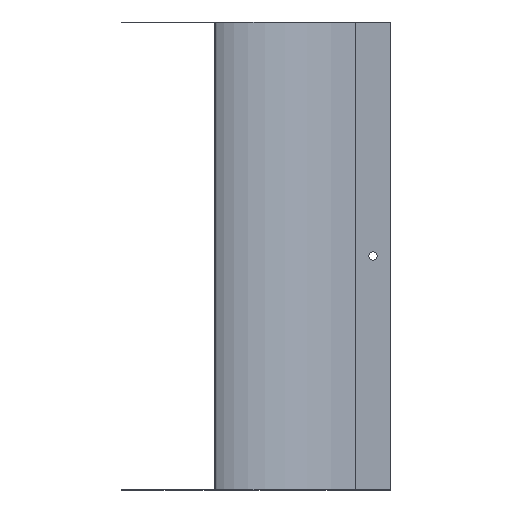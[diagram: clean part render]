
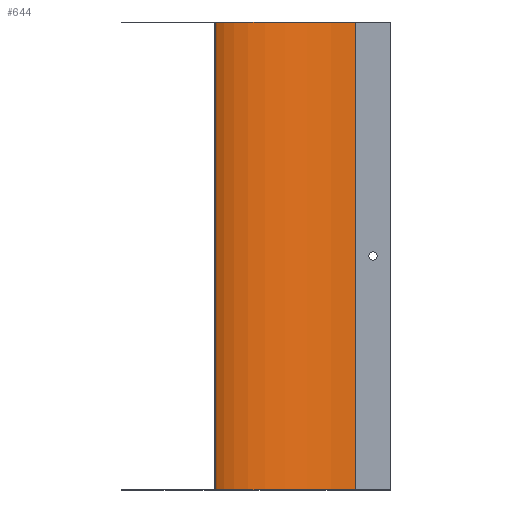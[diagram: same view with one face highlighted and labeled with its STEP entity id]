
A CAD part, front view. The second image highlights one B-rep face of the part: STEP entity #644.
In plain terms, the highlighted cylindrical face has radius 120 mm (diameter 240 mm), a partial arc.
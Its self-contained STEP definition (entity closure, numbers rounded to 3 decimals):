
#28 = EDGE_LOOP ( 'NONE', ( #703, #109, #718, #762 ) ) ;
#109 = ORIENTED_EDGE ( 'NONE', *, *, #1457, .T. ) ;
#345 = DIRECTION ( 'NONE',  ( 1., 0., 0. ) ) ;
#346 = DIRECTION ( 'NONE',  ( 0., 0., -1. ) ) ;
#347 = CARTESIAN_POINT ( 'NONE',  ( 200., 30., 0.8 ) ) ;
#445 = AXIS2_PLACEMENT_3D ( 'NONE', #587, #622, #585 ) ;
#470 = EDGE_CURVE ( 'NONE', #794, #1184, #1255, .T. ) ;
#491 = CARTESIAN_POINT ( 'NONE',  ( 80., 30., 0.8 ) ) ;
#494 = DIRECTION ( 'NONE',  ( 0., 0., -1. ) ) ;
#585 = DIRECTION ( 'NONE',  ( -1., 0., 0. ) ) ;
#587 = CARTESIAN_POINT ( 'NONE',  ( 200., 30., 0.8 ) ) ;
#622 = DIRECTION ( 'NONE',  ( 0., 0., -1. ) ) ;
#644 = ADVANCED_FACE ( 'NONE', ( #1266 ), #1270, .F. ) ;
#703 = ORIENTED_EDGE ( 'NONE', *, *, #470, .T. ) ;
#718 = ORIENTED_EDGE ( 'NONE', *, *, #1463, .F. ) ;
#762 = ORIENTED_EDGE ( 'NONE', *, *, #1485, .F. ) ;
#794 = VERTEX_POINT ( 'NONE', #1708 ) ;
#974 = DIRECTION ( 'NONE',  ( 0., 0., -1. ) ) ;
#975 = CARTESIAN_POINT ( 'NONE',  ( 200., 150., 0.8 ) ) ;
#979 = CARTESIAN_POINT ( 'NONE',  ( 200., 30., -399.2 ) ) ;
#980 = DIRECTION ( 'NONE',  ( 1., 0., 0. ) ) ;
#982 = DIRECTION ( 'NONE',  ( 0., 0., -1. ) ) ;
#987 = CARTESIAN_POINT ( 'NONE',  ( 80., 30., -399.2 ) ) ;
#1066 = AXIS2_PLACEMENT_3D ( 'NONE', #347, #346, #345 ) ;
#1076 = AXIS2_PLACEMENT_3D ( 'NONE', #979, #982, #980 ) ;
#1151 = VERTEX_POINT ( 'NONE', #1792 ) ;
#1152 = VERTEX_POINT ( 'NONE', #1791 ) ;
#1184 = VERTEX_POINT ( 'NONE', #987 ) ;
#1255 = LINE ( 'NONE', #491, #1258 ) ;
#1258 = VECTOR ( 'NONE', #494, 1000. ) ;
#1266 = FACE_OUTER_BOUND ( 'NONE', #28, .T. ) ;
#1270 = CYLINDRICAL_SURFACE ( 'NONE', #445, 120. ) ;
#1371 = CIRCLE ( 'NONE', #1076, 120. ) ;
#1389 = LINE ( 'NONE', #975, #1391 ) ;
#1391 = VECTOR ( 'NONE', #974, 1000. ) ;
#1419 = CIRCLE ( 'NONE', #1066, 120. ) ;
#1457 = EDGE_CURVE ( 'NONE', #1184, #1152, #1371, .T. ) ;
#1463 = EDGE_CURVE ( 'NONE', #1151, #1152, #1389, .T. ) ;
#1485 = EDGE_CURVE ( 'NONE', #794, #1151, #1419, .T. ) ;
#1708 = CARTESIAN_POINT ( 'NONE',  ( 80., 30., 0.8 ) ) ;
#1791 = CARTESIAN_POINT ( 'NONE',  ( 200., 150., -399.2 ) ) ;
#1792 = CARTESIAN_POINT ( 'NONE',  ( 200., 150., 0.8 ) ) ;
